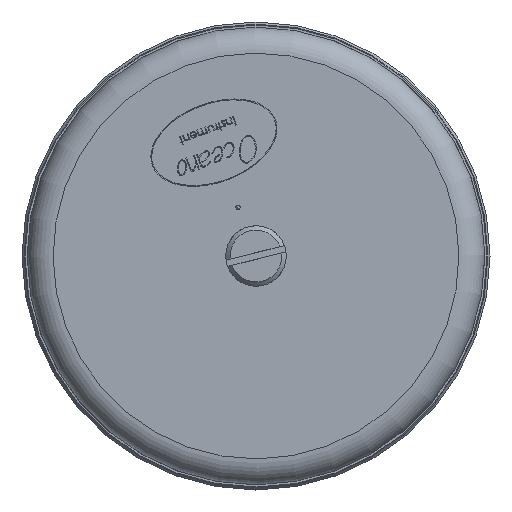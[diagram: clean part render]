
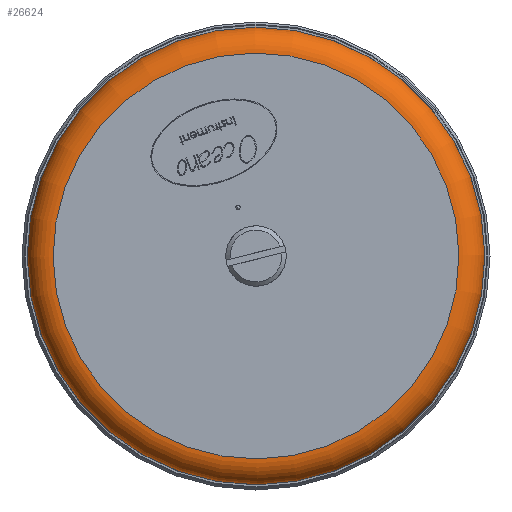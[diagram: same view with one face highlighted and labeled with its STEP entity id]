
A CAD part, left-side view. The second image highlights one B-rep face of the part: STEP entity #26624.
In plain terms, the highlighted toroidal (fillet/blend) face has major radius 47 mm and minor radius 6 mm.
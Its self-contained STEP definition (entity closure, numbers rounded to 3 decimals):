
#417 = EDGE_CURVE ( 'NONE', #28271, #28271, #16086, .T. ) ;
#613 = CARTESIAN_POINT ( 'NONE',  ( -110.9, -49.69, 18.437 ) ) ;
#1431 = FACE_OUTER_BOUND ( 'NONE', #10245, .T. ) ;
#2863 = DIRECTION ( 'NONE',  ( 0., -0.938, 0.348 ) ) ;
#4511 = CARTESIAN_POINT ( 'NONE',  ( -116.9, 0., 0. ) ) ;
#9808 = EDGE_LOOP ( 'NONE', ( #27701 ) ) ;
#10245 = EDGE_LOOP ( 'NONE', ( #14942 ) ) ;
#11590 = DIRECTION ( 'NONE',  ( 0., -0.938, 0.348 ) ) ;
#11832 = VERTEX_POINT ( 'NONE', #14946 ) ;
#14262 = DIRECTION ( 'NONE',  ( 1., 0., 0. ) ) ;
#14942 = ORIENTED_EDGE ( 'NONE', *, *, #17565, .F. ) ;
#14946 = CARTESIAN_POINT ( 'NONE',  ( -116.9, -44.064, 16.35 ) ) ;
#15170 = DIRECTION ( 'NONE',  ( 0., -0.938, 0.348 ) ) ;
#16086 = CIRCLE ( 'NONE', #24206, 53. ) ;
#16351 = CARTESIAN_POINT ( 'NONE',  ( -110.9, 0., 0. ) ) ;
#17565 = EDGE_CURVE ( 'NONE', #11832, #11832, #18830, .T. ) ;
#18830 = CIRCLE ( 'NONE', #25619, 47. ) ;
#19758 = FACE_OUTER_BOUND ( 'NONE', #9808, .T. ) ;
#22366 = AXIS2_PLACEMENT_3D ( 'NONE', #28496, #28597, #15170 ) ;
#24206 = AXIS2_PLACEMENT_3D ( 'NONE', #16351, #14262, #2863 ) ;
#24850 = DIRECTION ( 'NONE',  ( -1., 0., 0. ) ) ;
#25619 = AXIS2_PLACEMENT_3D ( 'NONE', #4511, #24850, #11590 ) ;
#26041 = TOROIDAL_SURFACE ( 'NONE', #22366, 47., 6. ) ;
#26624 = ADVANCED_FACE ( 'NONE', ( #19758, #1431 ), #26041, .T. ) ;
#27701 = ORIENTED_EDGE ( 'NONE', *, *, #417, .F. ) ;
#28271 = VERTEX_POINT ( 'NONE', #613 ) ;
#28496 = CARTESIAN_POINT ( 'NONE',  ( -110.9, 0., 0. ) ) ;
#28597 = DIRECTION ( 'NONE',  ( 1., 0., 0. ) ) ;
